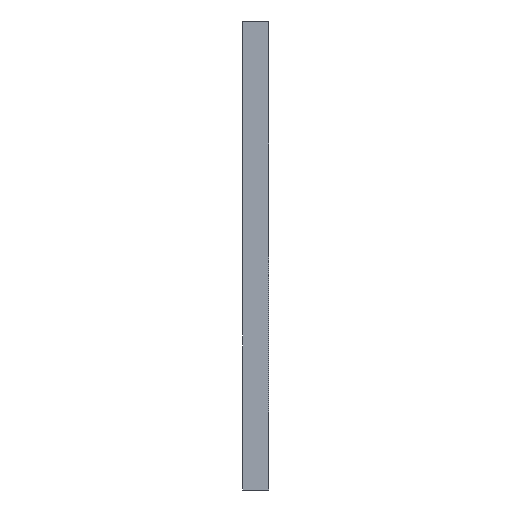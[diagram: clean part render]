
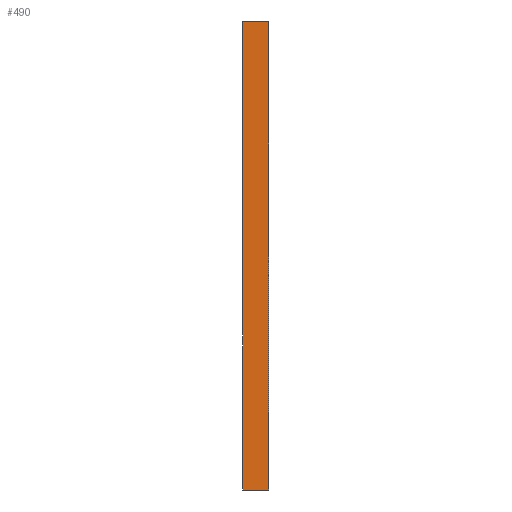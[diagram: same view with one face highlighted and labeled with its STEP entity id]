
A CAD part, left-side view. The second image highlights one B-rep face of the part: STEP entity #490.
In plain terms, the highlighted planar face has unit normal (-1, 0, 0).
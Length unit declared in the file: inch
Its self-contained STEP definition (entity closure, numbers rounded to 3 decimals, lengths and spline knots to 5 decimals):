
#4 = LINE ( 'NONE', #1039, #877 ) ;
#28 = ORIENTED_EDGE ( 'NONE', *, *, #272, .T. ) ;
#203 = DIRECTION ( 'NONE',  ( 1., 0., 0. ) ) ;
#208 = CARTESIAN_POINT ( 'NONE',  ( -2.75, 0.25, -2.25 ) ) ;
#217 = LINE ( 'NONE', #266, #1132 ) ;
#266 = CARTESIAN_POINT ( 'NONE',  ( -2.75, 0.25, -2.25 ) ) ;
#272 = EDGE_CURVE ( 'NONE', #567, #288, #217, .T. ) ;
#281 = VERTEX_POINT ( 'NONE', #351 ) ;
#288 = VERTEX_POINT ( 'NONE', #1053 ) ;
#304 = ORIENTED_EDGE ( 'NONE', *, *, #453, .F. ) ;
#305 = AXIS2_PLACEMENT_3D ( 'NONE', #896, #203, #812 ) ;
#351 = CARTESIAN_POINT ( 'NONE',  ( -2.75, 0.25, 2.25 ) ) ;
#440 = LINE ( 'NONE', #1054, #990 ) ;
#453 = EDGE_CURVE ( 'NONE', #567, #281, #760, .T. ) ;
#490 = ADVANCED_FACE ( 'NONE', ( #1097 ), #543, .F. ) ;
#543 = PLANE ( 'NONE',  #305 ) ;
#567 = VERTEX_POINT ( 'NONE', #208 ) ;
#599 = ORIENTED_EDGE ( 'NONE', *, *, #1062, .F. ) ;
#617 = DIRECTION ( 'NONE',  ( 0., -1., 0. ) ) ;
#627 = EDGE_LOOP ( 'NONE', ( #892, #599, #304, #28 ) ) ;
#697 = DIRECTION ( 'NONE',  ( 0., -1., 0. ) ) ;
#760 = LINE ( 'NONE', #1067, #885 ) ;
#812 = DIRECTION ( 'NONE',  ( 0., 0., -1. ) ) ;
#816 = EDGE_CURVE ( 'NONE', #288, #881, #4, .T. ) ;
#853 = CARTESIAN_POINT ( 'NONE',  ( -2.75, 0., 2.25 ) ) ;
#877 = VECTOR ( 'NONE', #1041, 39.37008 ) ;
#881 = VERTEX_POINT ( 'NONE', #853 ) ;
#885 = VECTOR ( 'NONE', #895, 39.37008 ) ;
#892 = ORIENTED_EDGE ( 'NONE', *, *, #816, .T. ) ;
#895 = DIRECTION ( 'NONE',  ( 0., 0., 1. ) ) ;
#896 = CARTESIAN_POINT ( 'NONE',  ( -2.75, 0.25, -2.25 ) ) ;
#990 = VECTOR ( 'NONE', #697, 39.37008 ) ;
#1039 = CARTESIAN_POINT ( 'NONE',  ( -2.75, 0., -2.25 ) ) ;
#1041 = DIRECTION ( 'NONE',  ( 0., 0., 1. ) ) ;
#1053 = CARTESIAN_POINT ( 'NONE',  ( -2.75, 0., -2.25 ) ) ;
#1054 = CARTESIAN_POINT ( 'NONE',  ( -2.75, 0.25, 2.25 ) ) ;
#1062 = EDGE_CURVE ( 'NONE', #281, #881, #440, .T. ) ;
#1067 = CARTESIAN_POINT ( 'NONE',  ( -2.75, 0.25, -2.25 ) ) ;
#1097 = FACE_OUTER_BOUND ( 'NONE', #627, .T. ) ;
#1132 = VECTOR ( 'NONE', #617, 39.37008 ) ;
